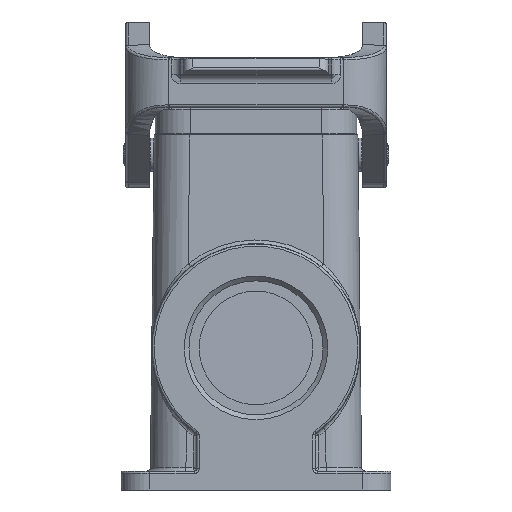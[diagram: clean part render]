
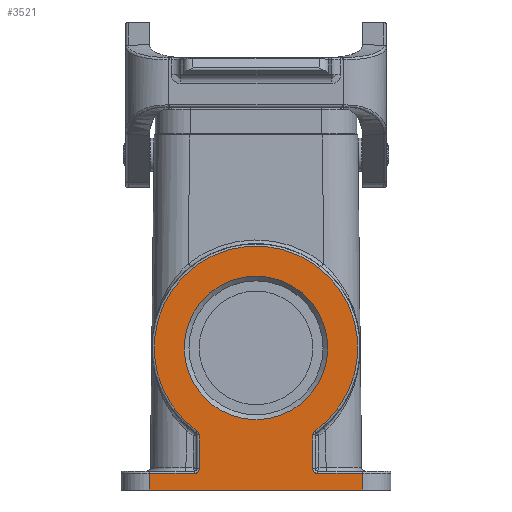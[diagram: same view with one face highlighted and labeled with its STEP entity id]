
A CAD part, left-side view. The second image highlights one B-rep face of the part: STEP entity #3521.
In plain terms, the highlighted planar face has unit normal (-1, 0, 0).
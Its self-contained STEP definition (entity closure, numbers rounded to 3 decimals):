
#2969=FACE_BOUND('',#5029,.T.);
#2970=FACE_BOUND('',#5030,.T.);
#3187=PLANE('',#17551);
#3521=ADVANCED_FACE('',(#2969,#2970),#3187,.F.);
#5029=EDGE_LOOP('',(#6344));
#5030=EDGE_LOOP('',(#6345,#6346,#6347,#6348,#6349,#6350,#6351,#6352,#6353,
#6354,#6355,#6356));
#6344=ORIENTED_EDGE('',*,*,#10191,.T.);
#6345=ORIENTED_EDGE('',*,*,#10192,.T.);
#6346=ORIENTED_EDGE('',*,*,#10193,.T.);
#6347=ORIENTED_EDGE('',*,*,#10194,.T.);
#6348=ORIENTED_EDGE('',*,*,#10195,.F.);
#6349=ORIENTED_EDGE('',*,*,#10196,.T.);
#6350=ORIENTED_EDGE('',*,*,#10197,.T.);
#6351=ORIENTED_EDGE('',*,*,#10198,.F.);
#6352=ORIENTED_EDGE('',*,*,#10199,.F.);
#6353=ORIENTED_EDGE('',*,*,#10200,.T.);
#6354=ORIENTED_EDGE('',*,*,#10201,.T.);
#6355=ORIENTED_EDGE('',*,*,#10202,.T.);
#6356=ORIENTED_EDGE('',*,*,#10203,.F.);
#9060=VERTEX_POINT('',#26261);
#9061=VERTEX_POINT('',#26263);
#9062=VERTEX_POINT('',#26264);
#9063=VERTEX_POINT('',#26266);
#9064=VERTEX_POINT('',#26268);
#9065=VERTEX_POINT('',#26270);
#9066=VERTEX_POINT('',#26272);
#9067=VERTEX_POINT('',#26274);
#9068=VERTEX_POINT('',#26276);
#9069=VERTEX_POINT('',#26278);
#9070=VERTEX_POINT('',#26280);
#9071=VERTEX_POINT('',#26282);
#9072=VERTEX_POINT('',#26284);
#10191=EDGE_CURVE('',#9060,#9060,#11509,.T.);
#10192=EDGE_CURVE('',#9061,#9062,#14209,.T.);
#10193=EDGE_CURVE('',#9062,#9063,#14210,.T.);
#10194=EDGE_CURVE('',#9063,#9064,#11510,.T.);
#10195=EDGE_CURVE('',#9065,#9064,#14211,.T.);
#10196=EDGE_CURVE('',#9065,#9066,#11511,.T.);
#10197=EDGE_CURVE('',#9066,#9067,#11512,.T.);
#10198=EDGE_CURVE('',#9068,#9067,#11513,.T.);
#10199=EDGE_CURVE('',#9069,#9068,#14212,.T.);
#10200=EDGE_CURVE('',#9069,#9070,#11514,.T.);
#10201=EDGE_CURVE('',#9070,#9071,#14213,.T.);
#10202=EDGE_CURVE('',#9071,#9072,#14214,.T.);
#10203=EDGE_CURVE('',#9061,#9072,#14215,.T.);
#11509=CIRCLE('',#17545,15.15);
#11510=CIRCLE('',#17546,1.);
#11511=CIRCLE('',#17547,1.);
#11512=CIRCLE('',#17548,21.5);
#11513=CIRCLE('',#17549,1.);
#11514=CIRCLE('',#17550,1.);
#14209=LINE('',#26262,#15111);
#14210=LINE('',#26265,#15112);
#14211=LINE('',#26269,#15113);
#14212=LINE('',#26277,#15114);
#14213=LINE('',#26281,#15115);
#14214=LINE('',#26283,#15116);
#14215=LINE('',#26285,#15117);
#15111=VECTOR('',#19296,1.);
#15112=VECTOR('',#19297,1.);
#15113=VECTOR('',#19300,1.);
#15114=VECTOR('',#19307,1.);
#15115=VECTOR('',#19310,1.);
#15116=VECTOR('',#19311,1.);
#15117=VECTOR('',#19312,1.);
#17545=AXIS2_PLACEMENT_3D('',#26260,#19294,#19295);
#17546=AXIS2_PLACEMENT_3D('',#26267,#19298,#19299);
#17547=AXIS2_PLACEMENT_3D('',#26271,#19301,#19302);
#17548=AXIS2_PLACEMENT_3D('',#26273,#19303,#19304);
#17549=AXIS2_PLACEMENT_3D('',#26275,#19305,#19306);
#17550=AXIS2_PLACEMENT_3D('',#26279,#19308,#19309);
#17551=AXIS2_PLACEMENT_3D('',#26286,#19313,#19314);
#19294=DIRECTION('',(1.,0.,0.));
#19295=DIRECTION('',(0.,0.,-1.));
#19296=DIRECTION('',(0.,0.,1.));
#19297=DIRECTION('',(0.,1.,0.));
#19298=DIRECTION('',(1.,0.,0.));
#19299=DIRECTION('',(0.,0.,-1.));
#19300=DIRECTION('',(0.,0.,-1.));
#19301=DIRECTION('',(1.,0.,0.));
#19302=DIRECTION('',(0.,0.,-1.));
#19303=DIRECTION('',(-1.,0.,0.));
#19304=DIRECTION('',(0.,0.,-1.));
#19305=DIRECTION('',(-1.,0.,0.));
#19306=DIRECTION('',(0.,0.,-1.));
#19307=DIRECTION('',(0.,0.,1.));
#19308=DIRECTION('',(1.,0.,0.));
#19309=DIRECTION('',(0.,0.,-1.));
#19310=DIRECTION('',(0.,1.,0.));
#19311=DIRECTION('',(0.,0.,-1.));
#19312=DIRECTION('',(0.,1.,0.));
#19313=DIRECTION('',(1.,0.,0.));
#19314=DIRECTION('',(0.,0.,-1.));
#26260=CARTESIAN_POINT('',(-72.,0.,-39.25));
#26261=CARTESIAN_POINT('',(-72.,0.,-54.4));
#26262=CARTESIAN_POINT('',(-72.,-22.5,-65.25));
#26263=CARTESIAN_POINT('',(-72.,-22.5,-69.25));
#26264=CARTESIAN_POINT('',(-72.,-22.5,-65.75));
#26265=CARTESIAN_POINT('',(-72.,-28.5,-65.75));
#26266=CARTESIAN_POINT('',(-72.,-13.,-65.75));
#26267=CARTESIAN_POINT('',(-72.,-13.,-64.75));
#26268=CARTESIAN_POINT('',(-72.,-12.,-64.75));
#26269=CARTESIAN_POINT('',(-72.,-12.,-57.354));
#26270=CARTESIAN_POINT('',(-72.,-12.,-57.614));
#26271=CARTESIAN_POINT('',(-72.,-13.,-57.614));
#26272=CARTESIAN_POINT('',(-72.,-12.422,-56.798));
#26273=CARTESIAN_POINT('',(-72.,0.,-39.25));
#26274=CARTESIAN_POINT('',(-72.,12.422,-56.798));
#26275=CARTESIAN_POINT('',(-72.,13.,-57.614));
#26276=CARTESIAN_POINT('',(-72.,12.,-57.614));
#26277=CARTESIAN_POINT('',(-72.,12.,-65.25));
#26278=CARTESIAN_POINT('',(-72.,12.,-64.75));
#26279=CARTESIAN_POINT('',(-72.,13.,-64.75));
#26280=CARTESIAN_POINT('',(-72.,13.,-65.75));
#26281=CARTESIAN_POINT('',(-72.,-28.5,-65.75));
#26282=CARTESIAN_POINT('',(-72.,22.5,-65.75));
#26283=CARTESIAN_POINT('',(-72.,22.5,-65.25));
#26284=CARTESIAN_POINT('',(-72.,22.5,-69.25));
#26285=CARTESIAN_POINT('',(-72.,-28.5,-69.25));
#26286=CARTESIAN_POINT('',(-72.,-28.5,-65.25));
